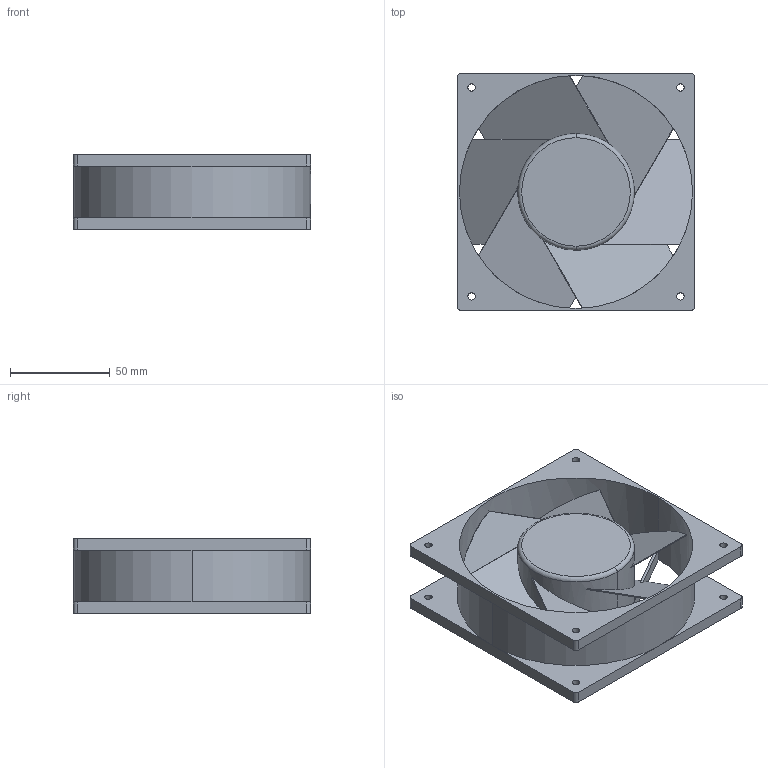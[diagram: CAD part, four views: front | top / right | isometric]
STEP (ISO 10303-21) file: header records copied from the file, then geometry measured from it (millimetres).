
FILE_DESCRIPTION((''),'2;1');
FILE_NAME('4000N','2013-11-25T',('jspouge'),(''),'PRO/ENGINEER BY PARAMETRIC TECHNOLOGY CORPORATION, 2012230','PRO/ENGINEER BY PARAMETRIC TECHNOLOGY CORPORATION, 2012230','');
FILE_SCHEMA(('CONFIG_CONTROL_DESIGN'));
Length unit declared in the file: millimetre
Products named in the file (1): 4000N
Bounding box: 119 x 119 x 38 mm (x, y, z)
Volume: 158887.2 mm3; surface area: 79290.7 mm2
Topology: 1 solids, 1 shells, 96 faces, 310 edges, 202 vertices
Faces by surface type: plane 64, cylinder 30, torus 2
Entity records: 3698 total; most frequent: CARTESIAN_POINT 903, ORIENTED_EDGE 620, DIRECTION 523, EDGE_CURVE 310, VERTEX_POINT 202, AXIS2_PLACEMENT_3D 175, VECTOR 173, LINE 173
